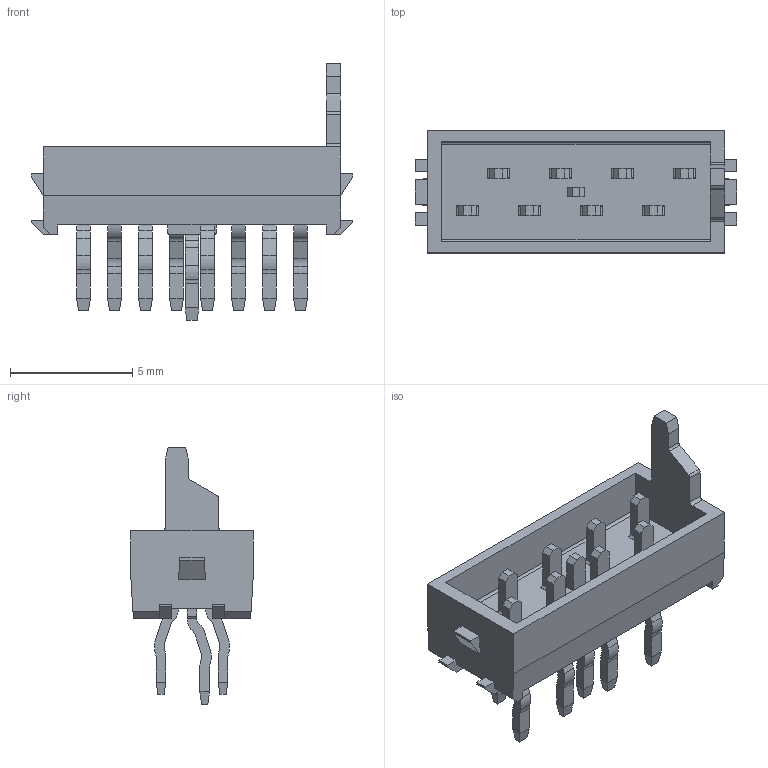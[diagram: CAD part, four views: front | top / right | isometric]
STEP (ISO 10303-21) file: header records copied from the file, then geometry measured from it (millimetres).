
FILE_DESCRIPTION( ( 'Unknown' ), '1' );
FILE_NAME( '690357100872.stp', 'Unknown', ( 'Unknown' ), ( 'Unknown' ), 'XStep 1.0', 'Unknown', ' ' );
FILE_SCHEMA( ( 'automotive_design' ) );
Length unit declared in the file: millimetre
Products named in the file (3): Assem1; Gehäuse; Pin
Bounding box: 13.19 x 5 x 10.5 mm (x, y, z)
Volume: 234.3 mm3; surface area: 839 mm2
Topology: 11 solids, 11 shells, 656 faces, 1818 edges, 1188 vertices
Faces by surface type: plane 518, cylinder 138
Entity records: 7348 total; most frequent: CARTESIAN_POINT 1092, ORIENTED_EDGE 1076, DIRECTION 974, EDGE_CURVE 538, LINE 498, VECTOR 498, VERTEX_POINT 356, AXIS2_PLACEMENT_3D 238
